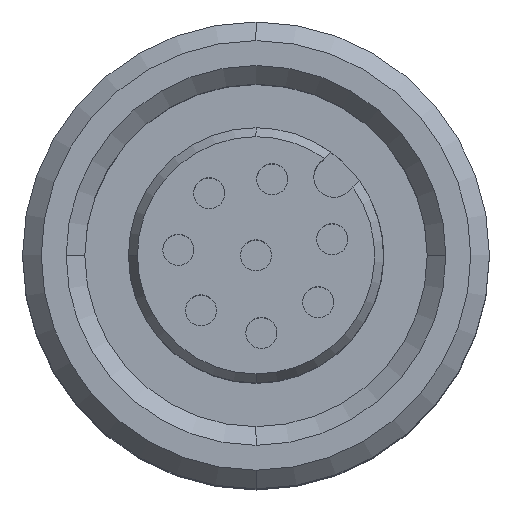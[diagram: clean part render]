
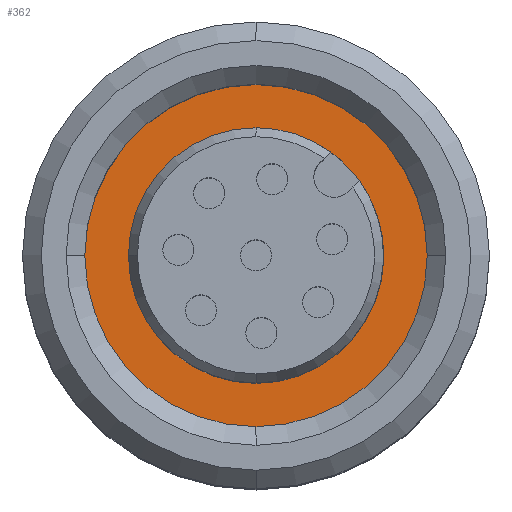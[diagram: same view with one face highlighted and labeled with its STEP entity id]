
A CAD part, top view. The second image highlights one B-rep face of the part: STEP entity #362.
In plain terms, the highlighted planar face has unit normal (0, 0, 1).
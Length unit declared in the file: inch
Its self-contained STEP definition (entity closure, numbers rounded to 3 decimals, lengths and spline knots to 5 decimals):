
#58 = CARTESIAN_POINT ( 'NONE',  ( 0., 0., 0.20472 ) ) ;
#80 = CARTESIAN_POINT ( 'NONE',  ( 0., 0.16142, 0.20472 ) ) ;
#95 = AXIS2_PLACEMENT_3D ( 'NONE', #2629, #2109, #890 ) ;
#147 = PLANE ( 'NONE',  #2080 ) ;
#172 = VERTEX_POINT ( 'NONE', #287 ) ;
#249 = CIRCLE ( 'NONE', #95, 0.16142 ) ;
#287 = CARTESIAN_POINT ( 'NONE',  ( 0., -0.16142, 0.20472 ) ) ;
#348 = ORIENTED_EDGE ( 'NONE', *, *, #2310, .T. ) ;
#362 = ADVANCED_FACE ( 'NONE', ( #2046, #2332 ), #147, .T. ) ;
#467 = EDGE_LOOP ( 'NONE', ( #2363, #2613 ) ) ;
#596 = EDGE_CURVE ( 'NONE', #717, #1712, #2484, .T. ) ;
#670 = DIRECTION ( 'NONE',  ( 0., 0., 1. ) ) ;
#717 = VERTEX_POINT ( 'NONE', #1719 ) ;
#890 = DIRECTION ( 'NONE',  ( 0., -1., 0. ) ) ;
#930 = DIRECTION ( 'NONE',  ( 0., -1., 0. ) ) ;
#1203 = CARTESIAN_POINT ( 'NONE',  ( 0., 0., 0.20472 ) ) ;
#1485 = DIRECTION ( 'NONE',  ( 0., -1., 0. ) ) ;
#1490 = EDGE_CURVE ( 'NONE', #2837, #172, #2140, .T. ) ;
#1575 = ORIENTED_EDGE ( 'NONE', *, *, #1490, .T. ) ;
#1582 = AXIS2_PLACEMENT_3D ( 'NONE', #1203, #670, #930 ) ;
#1712 = VERTEX_POINT ( 'NONE', #2622 ) ;
#1719 = CARTESIAN_POINT ( 'NONE',  ( 0., -0.21654, 0.20472 ) ) ;
#1935 = CIRCLE ( 'NONE', #1582, 0.21654 ) ;
#1986 = DIRECTION ( 'NONE',  ( 0., 0., -1. ) ) ;
#2046 = FACE_OUTER_BOUND ( 'NONE', #467, .T. ) ;
#2060 = DIRECTION ( 'NONE',  ( 0., 0., 1. ) ) ;
#2076 = EDGE_LOOP ( 'NONE', ( #348, #1575 ) ) ;
#2080 = AXIS2_PLACEMENT_3D ( 'NONE', #2539, #2060, #2836 ) ;
#2109 = DIRECTION ( 'NONE',  ( 0., 0., -1. ) ) ;
#2140 = CIRCLE ( 'NONE', #2483, 0.16142 ) ;
#2279 = AXIS2_PLACEMENT_3D ( 'NONE', #58, #2466, #1485 ) ;
#2310 = EDGE_CURVE ( 'NONE', #172, #2837, #249, .T. ) ;
#2332 = FACE_BOUND ( 'NONE', #2076, .T. ) ;
#2363 = ORIENTED_EDGE ( 'NONE', *, *, #596, .T. ) ;
#2466 = DIRECTION ( 'NONE',  ( 0., 0., 1. ) ) ;
#2483 = AXIS2_PLACEMENT_3D ( 'NONE', #2704, #1986, #2915 ) ;
#2484 = CIRCLE ( 'NONE', #2279, 0.21654 ) ;
#2539 = CARTESIAN_POINT ( 'NONE',  ( -0.18898, 0., 0.20472 ) ) ;
#2541 = EDGE_CURVE ( 'NONE', #1712, #717, #1935, .T. ) ;
#2613 = ORIENTED_EDGE ( 'NONE', *, *, #2541, .T. ) ;
#2622 = CARTESIAN_POINT ( 'NONE',  ( 0., 0.21654, 0.20472 ) ) ;
#2629 = CARTESIAN_POINT ( 'NONE',  ( 0., 0., 0.20472 ) ) ;
#2704 = CARTESIAN_POINT ( 'NONE',  ( 0., 0., 0.20472 ) ) ;
#2836 = DIRECTION ( 'NONE',  ( 1., 0., 0. ) ) ;
#2837 = VERTEX_POINT ( 'NONE', #80 ) ;
#2915 = DIRECTION ( 'NONE',  ( 0., -1., 0. ) ) ;
